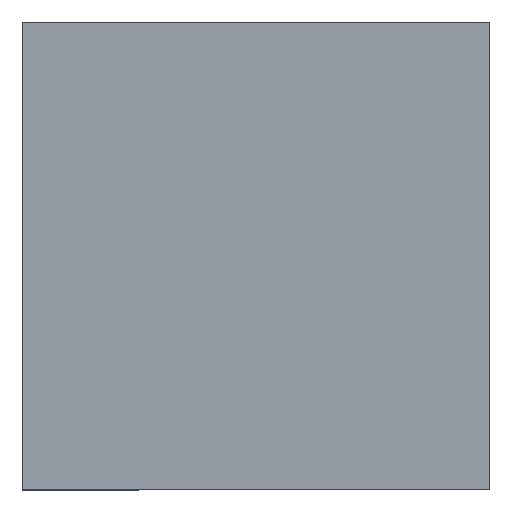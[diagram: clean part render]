
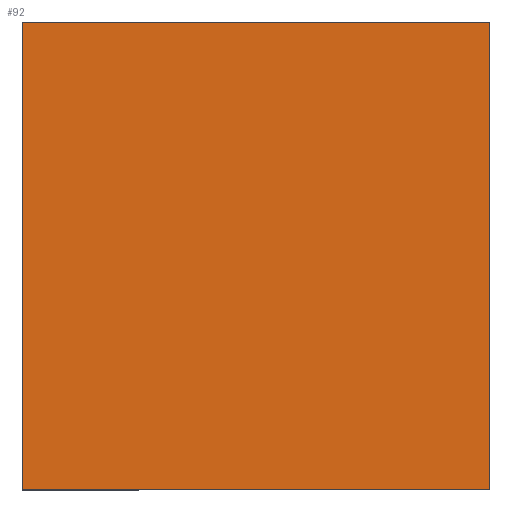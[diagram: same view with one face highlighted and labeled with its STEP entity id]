
A CAD part, top view. The second image highlights one B-rep face of the part: STEP entity #92.
In plain terms, the highlighted planar face has unit normal (0, 0, 1).
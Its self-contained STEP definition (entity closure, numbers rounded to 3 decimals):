
#9 = DIRECTION ( 'NONE',  ( 0., 1., 0. ) ) ;
#12 = EDGE_LOOP ( 'NONE', ( #72, #111, #173, #181 ) ) ;
#17 = DIRECTION ( 'NONE',  ( -1., 0., 0. ) ) ;
#20 = VECTOR ( 'NONE', #17, 1000. ) ;
#25 = VERTEX_POINT ( 'NONE', #152 ) ;
#31 = LINE ( 'NONE', #169, #172 ) ;
#47 = DIRECTION ( 'NONE',  ( 1., 0., 0. ) ) ;
#63 = DIRECTION ( 'NONE',  ( 0., 0., 1. ) ) ;
#70 = LINE ( 'NONE', #175, #20 ) ;
#72 = ORIENTED_EDGE ( 'NONE', *, *, #197, .T. ) ;
#76 = VERTEX_POINT ( 'NONE', #166 ) ;
#87 = EDGE_CURVE ( 'NONE', #76, #100, #31, .T. ) ;
#92 = ADVANCED_FACE ( 'NONE', ( #150 ), #96, .T. ) ;
#93 = VECTOR ( 'NONE', #138, 1000. ) ;
#96 = PLANE ( 'NONE',  #205 ) ;
#100 = VERTEX_POINT ( 'NONE', #117 ) ;
#107 = VECTOR ( 'NONE', #176, 1000. ) ;
#111 = ORIENTED_EDGE ( 'NONE', *, *, #146, .T. ) ;
#117 = CARTESIAN_POINT ( 'NONE',  ( 25., 25., 4.75 ) ) ;
#120 = CARTESIAN_POINT ( 'NONE',  ( 0., 0., 4.75 ) ) ;
#122 = CARTESIAN_POINT ( 'NONE',  ( -25., -25., 4.75 ) ) ;
#123 = CARTESIAN_POINT ( 'NONE',  ( 25., -25., 4.75 ) ) ;
#131 = EDGE_CURVE ( 'NONE', #100, #160, #70, .T. ) ;
#138 = DIRECTION ( 'NONE',  ( 0., -1., 0. ) ) ;
#146 = EDGE_CURVE ( 'NONE', #25, #76, #163, .T. ) ;
#150 = FACE_OUTER_BOUND ( 'NONE', #12, .T. ) ;
#152 = CARTESIAN_POINT ( 'NONE',  ( -25., -25., 4.75 ) ) ;
#160 = VERTEX_POINT ( 'NONE', #178 ) ;
#163 = LINE ( 'NONE', #123, #107 ) ;
#166 = CARTESIAN_POINT ( 'NONE',  ( 25., -25., 4.75 ) ) ;
#169 = CARTESIAN_POINT ( 'NONE',  ( 25., -25., 4.75 ) ) ;
#172 = VECTOR ( 'NONE', #9, 1000. ) ;
#173 = ORIENTED_EDGE ( 'NONE', *, *, #87, .T. ) ;
#175 = CARTESIAN_POINT ( 'NONE',  ( 25., 25., 4.75 ) ) ;
#176 = DIRECTION ( 'NONE',  ( 1., 0., 0. ) ) ;
#178 = CARTESIAN_POINT ( 'NONE',  ( -25., 25., 4.75 ) ) ;
#181 = ORIENTED_EDGE ( 'NONE', *, *, #131, .T. ) ;
#197 = EDGE_CURVE ( 'NONE', #160, #25, #204, .T. ) ;
#204 = LINE ( 'NONE', #122, #93 ) ;
#205 = AXIS2_PLACEMENT_3D ( 'NONE', #120, #63, #47 ) ;
